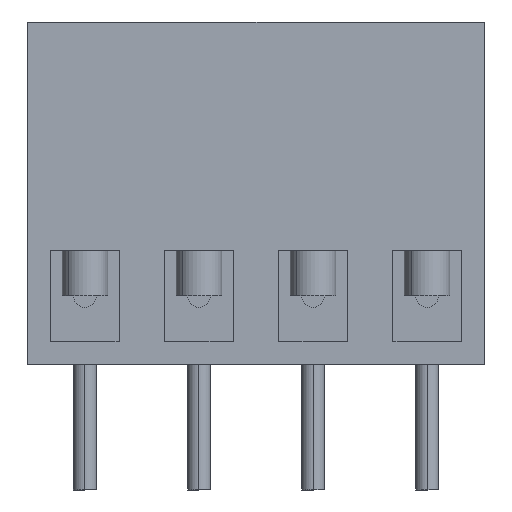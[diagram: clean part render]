
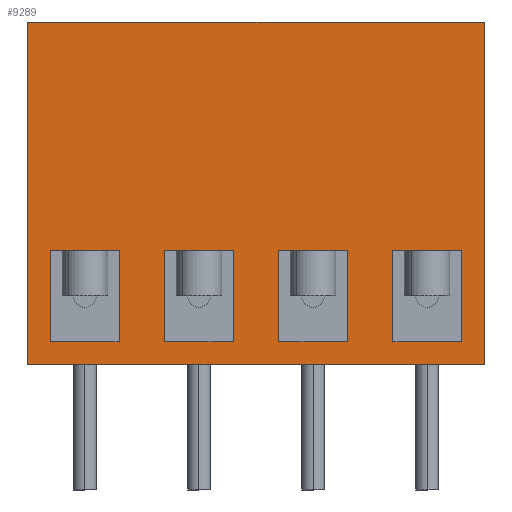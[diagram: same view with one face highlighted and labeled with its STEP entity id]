
A CAD part, left-side view. The second image highlights one B-rep face of the part: STEP entity #9289.
In plain terms, the highlighted planar face has unit normal (-1, 0, 0).
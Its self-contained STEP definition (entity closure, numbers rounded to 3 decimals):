
#6741 = VERTEX_POINT('',#6742);
#6742 = CARTESIAN_POINT('',(-15.805,34.,20.805));
#6748 = EDGE_CURVE('',#6741,#6749,#6751,.T.);
#6749 = VERTEX_POINT('',#6750);
#6750 = CARTESIAN_POINT('',(-15.805,34.,16.805));
#6751 = LINE('',#6752,#6753);
#6752 = CARTESIAN_POINT('',(-15.805,34.,20.805));
#6753 = VECTOR('',#6754,1.);
#6754 = DIRECTION('',(0.,0.,-1.));
#6772 = EDGE_CURVE('',#6749,#6773,#6775,.T.);
#6773 = VERTEX_POINT('',#6774);
#6774 = CARTESIAN_POINT('',(-15.805,31.,16.805));
#6775 = LINE('',#6776,#6777);
#6776 = CARTESIAN_POINT('',(-15.805,34.,16.805));
#6777 = VECTOR('',#6778,1.);
#6778 = DIRECTION('',(0.,-1.,-0.));
#6796 = EDGE_CURVE('',#6773,#6797,#6799,.T.);
#6797 = VERTEX_POINT('',#6798);
#6798 = CARTESIAN_POINT('',(-15.805,31.,20.805));
#6799 = LINE('',#6800,#6801);
#6800 = CARTESIAN_POINT('',(-15.805,31.,16.805));
#6801 = VECTOR('',#6802,1.);
#6802 = DIRECTION('',(0.,0.,1.));
#6821 = EDGE_CURVE('',#6797,#6741,#6822,.T.);
#6822 = LINE('',#6823,#6824);
#6823 = CARTESIAN_POINT('',(-15.805,31.,20.805));
#6824 = VECTOR('',#6825,1.);
#6825 = DIRECTION('',(0.,1.,0.));
#6847 = VERTEX_POINT('',#6848);
#6848 = CARTESIAN_POINT('',(-15.805,36.,16.805));
#6854 = EDGE_CURVE('',#6847,#6855,#6857,.T.);
#6855 = VERTEX_POINT('',#6856);
#6856 = CARTESIAN_POINT('',(-15.805,36.,20.805));
#6857 = LINE('',#6858,#6859);
#6858 = CARTESIAN_POINT('',(-15.805,36.,16.805));
#6859 = VECTOR('',#6860,1.);
#6860 = DIRECTION('',(0.,0.,1.));
#7036 = VERTEX_POINT('',#7037);
#7037 = CARTESIAN_POINT('',(-15.805,30.,30.805));
#7043 = EDGE_CURVE('',#7036,#7044,#7046,.T.);
#7044 = VERTEX_POINT('',#7045);
#7045 = CARTESIAN_POINT('',(-15.805,30.,15.805));
#7046 = LINE('',#7047,#7048);
#7047 = CARTESIAN_POINT('',(-15.805,30.,30.805));
#7048 = VECTOR('',#7049,1.);
#7049 = DIRECTION('',(0.,0.,-1.));
#7255 = EDGE_CURVE('',#7044,#7256,#7258,.T.);
#7256 = VERTEX_POINT('',#7257);
#7257 = CARTESIAN_POINT('',(-15.805,50.,15.805));
#7258 = LINE('',#7259,#7260);
#7259 = CARTESIAN_POINT('',(-15.805,30.,15.805));
#7260 = VECTOR('',#7261,1.);
#7261 = DIRECTION('',(0.,1.,0.));
#8420 = VERTEX_POINT('',#8421);
#8421 = CARTESIAN_POINT('',(-15.805,39.,20.805));
#8427 = EDGE_CURVE('',#8420,#8428,#8430,.T.);
#8428 = VERTEX_POINT('',#8429);
#8429 = CARTESIAN_POINT('',(-15.805,39.,16.805));
#8430 = LINE('',#8431,#8432);
#8431 = CARTESIAN_POINT('',(-15.805,39.,20.805));
#8432 = VECTOR('',#8433,1.);
#8433 = DIRECTION('',(0.,0.,-1.));
#8449 = EDGE_CURVE('',#8428,#6847,#8450,.T.);
#8450 = LINE('',#8451,#8452);
#8451 = CARTESIAN_POINT('',(-15.805,39.,16.805));
#8452 = VECTOR('',#8453,1.);
#8453 = DIRECTION('',(0.,-1.,-0.));
#8474 = VERTEX_POINT('',#8475);
#8475 = CARTESIAN_POINT('',(-15.805,44.,20.805));
#8481 = EDGE_CURVE('',#8474,#8482,#8484,.T.);
#8482 = VERTEX_POINT('',#8483);
#8483 = CARTESIAN_POINT('',(-15.805,44.,16.805));
#8484 = LINE('',#8485,#8486);
#8485 = CARTESIAN_POINT('',(-15.805,44.,20.805));
#8486 = VECTOR('',#8487,1.);
#8487 = DIRECTION('',(0.,0.,-1.));
#8505 = EDGE_CURVE('',#8482,#8506,#8508,.T.);
#8506 = VERTEX_POINT('',#8507);
#8507 = CARTESIAN_POINT('',(-15.805,41.,16.805));
#8508 = LINE('',#8509,#8510);
#8509 = CARTESIAN_POINT('',(-15.805,44.,16.805));
#8510 = VECTOR('',#8511,1.);
#8511 = DIRECTION('',(0.,-1.,-0.));
#8529 = EDGE_CURVE('',#8506,#8530,#8532,.T.);
#8530 = VERTEX_POINT('',#8531);
#8531 = CARTESIAN_POINT('',(-15.805,41.,20.805));
#8532 = LINE('',#8533,#8534);
#8533 = CARTESIAN_POINT('',(-15.805,41.,16.805));
#8534 = VECTOR('',#8535,1.);
#8535 = DIRECTION('',(0.,0.,1.));
#8554 = EDGE_CURVE('',#8530,#8474,#8555,.T.);
#8555 = LINE('',#8556,#8557);
#8556 = CARTESIAN_POINT('',(-15.805,41.,20.805));
#8557 = VECTOR('',#8558,1.);
#8558 = DIRECTION('',(0.,1.,0.));
#8572 = VERTEX_POINT('',#8573);
#8573 = CARTESIAN_POINT('',(-15.805,49.,20.805));
#8579 = EDGE_CURVE('',#8572,#8580,#8582,.T.);
#8580 = VERTEX_POINT('',#8581);
#8581 = CARTESIAN_POINT('',(-15.805,49.,16.805));
#8582 = LINE('',#8583,#8584);
#8583 = CARTESIAN_POINT('',(-15.805,49.,20.805));
#8584 = VECTOR('',#8585,1.);
#8585 = DIRECTION('',(0.,0.,-1.));
#8603 = EDGE_CURVE('',#8580,#8604,#8606,.T.);
#8604 = VERTEX_POINT('',#8605);
#8605 = CARTESIAN_POINT('',(-15.805,46.,16.805));
#8606 = LINE('',#8607,#8608);
#8607 = CARTESIAN_POINT('',(-15.805,49.,16.805));
#8608 = VECTOR('',#8609,1.);
#8609 = DIRECTION('',(0.,-1.,-0.));
#8627 = EDGE_CURVE('',#8604,#8628,#8630,.T.);
#8628 = VERTEX_POINT('',#8629);
#8629 = CARTESIAN_POINT('',(-15.805,46.,20.805));
#8630 = LINE('',#8631,#8632);
#8631 = CARTESIAN_POINT('',(-15.805,46.,16.805));
#8632 = VECTOR('',#8633,1.);
#8633 = DIRECTION('',(0.,0.,1.));
#8652 = EDGE_CURVE('',#8628,#8572,#8653,.T.);
#8653 = LINE('',#8654,#8655);
#8654 = CARTESIAN_POINT('',(-15.805,46.,20.805));
#8655 = VECTOR('',#8656,1.);
#8656 = DIRECTION('',(0.,1.,0.));
#8853 = EDGE_CURVE('',#8854,#7036,#8856,.T.);
#8854 = VERTEX_POINT('',#8855);
#8855 = CARTESIAN_POINT('',(-15.805,50.,30.805));
#8856 = LINE('',#8857,#8858);
#8857 = CARTESIAN_POINT('',(-15.805,50.,30.805));
#8858 = VECTOR('',#8859,1.);
#8859 = DIRECTION('',(0.,-1.,-0.));
#9151 = EDGE_CURVE('',#7256,#8854,#9152,.T.);
#9152 = LINE('',#9153,#9154);
#9153 = CARTESIAN_POINT('',(-15.805,50.,15.805));
#9154 = VECTOR('',#9155,1.);
#9155 = DIRECTION('',(0.,0.,1.));
#9289 = ADVANCED_FACE('',(#9290,#9296,#9302,#9308,#9314),#9325,.F.);
#9290 = FACE_BOUND('',#9291,.T.);
#9291 = EDGE_LOOP('',(#9292,#9293,#9294,#9295));
#9292 = ORIENTED_EDGE('',*,*,#8853,.F.);
#9293 = ORIENTED_EDGE('',*,*,#9151,.F.);
#9294 = ORIENTED_EDGE('',*,*,#7255,.F.);
#9295 = ORIENTED_EDGE('',*,*,#7043,.F.);
#9296 = FACE_BOUND('',#9297,.T.);
#9297 = EDGE_LOOP('',(#9298,#9299,#9300,#9301));
#9298 = ORIENTED_EDGE('',*,*,#6821,.F.);
#9299 = ORIENTED_EDGE('',*,*,#6796,.F.);
#9300 = ORIENTED_EDGE('',*,*,#6772,.F.);
#9301 = ORIENTED_EDGE('',*,*,#6748,.F.);
#9302 = FACE_BOUND('',#9303,.T.);
#9303 = EDGE_LOOP('',(#9304,#9305,#9306,#9307));
#9304 = ORIENTED_EDGE('',*,*,#8652,.F.);
#9305 = ORIENTED_EDGE('',*,*,#8627,.F.);
#9306 = ORIENTED_EDGE('',*,*,#8603,.F.);
#9307 = ORIENTED_EDGE('',*,*,#8579,.F.);
#9308 = FACE_BOUND('',#9309,.T.);
#9309 = EDGE_LOOP('',(#9310,#9311,#9312,#9313));
#9310 = ORIENTED_EDGE('',*,*,#8554,.F.);
#9311 = ORIENTED_EDGE('',*,*,#8529,.F.);
#9312 = ORIENTED_EDGE('',*,*,#8505,.F.);
#9313 = ORIENTED_EDGE('',*,*,#8481,.F.);
#9314 = FACE_BOUND('',#9315,.T.);
#9315 = EDGE_LOOP('',(#9316,#9322,#9323,#9324));
#9316 = ORIENTED_EDGE('',*,*,#9317,.F.);
#9317 = EDGE_CURVE('',#6855,#8420,#9318,.T.);
#9318 = LINE('',#9319,#9320);
#9319 = CARTESIAN_POINT('',(-15.805,36.,20.805));
#9320 = VECTOR('',#9321,1.);
#9321 = DIRECTION('',(0.,1.,0.));
#9322 = ORIENTED_EDGE('',*,*,#6854,.F.);
#9323 = ORIENTED_EDGE('',*,*,#8449,.F.);
#9324 = ORIENTED_EDGE('',*,*,#8427,.F.);
#9325 = PLANE('',#9326);
#9326 = AXIS2_PLACEMENT_3D('',#9327,#9328,#9329);
#9327 = CARTESIAN_POINT('',(-15.805,50.,15.805));
#9328 = DIRECTION('',(1.,0.,0.));
#9329 = DIRECTION('',(0.,0.,1.));
